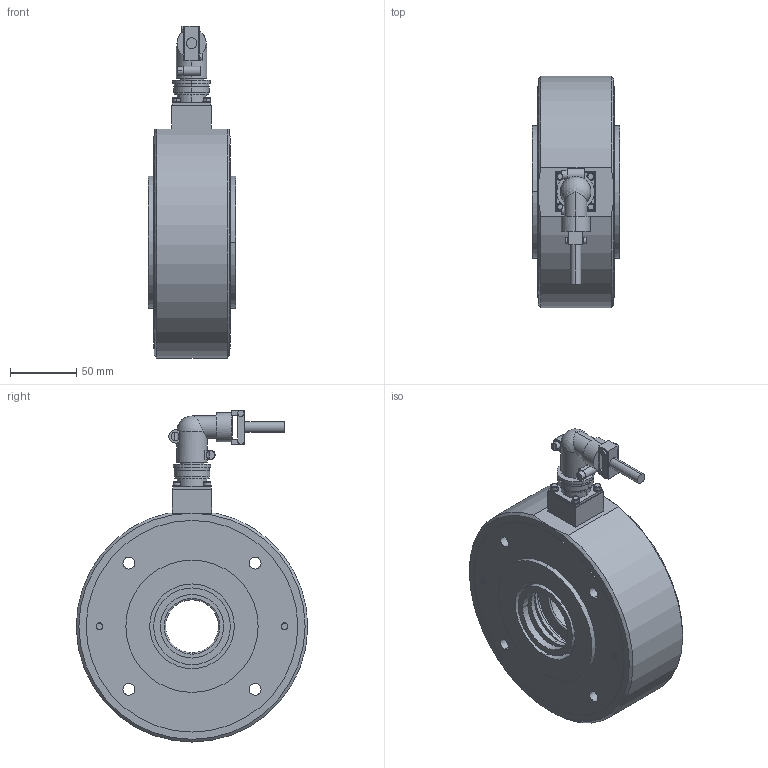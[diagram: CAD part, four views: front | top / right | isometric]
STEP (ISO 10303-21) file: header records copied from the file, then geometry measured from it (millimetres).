
FILE_DESCRIPTION((''),'2;1');
FILE_NAME('50163.stp','2007-01-12T15:58:46',(''),(''),'Mechanical Desktop 2007','Mechanical Desktop 2007',', , ');
FILE_SCHEMA(('CONFIG_CONTROL_DESIGN'));
Length unit declared in the file: millimetre
Products named in the file (27): L50163; L4857104; TEIL1AAAAA; L49026; TEIL1A; L4340401; TEIL1AA; L49113; TEIL1; I-6KT_SCHRAUBE_M6X50NKA; I-6KT_SCHRAUBE_M6X50NK; FLANSCHDOSE_WINKEL_AMPH_4-POLIG; TEIL1AAA; FEDERRING_M3A; FEDERRING_M3; I-6KT_SCHRAUBE_M3X25; I-6KT_SCHRAUBE_M3X25A; V_RING_V50AA; V_RING_V50A; SICHERUNGSRING_J80A; SICHERUNGSRING_J80; PENDELKUGELLAGER_1208TVA; PENDELKUGELLAGER_1208TV; L49321; TEIL1AAAA; TEIL2; RM_SDB
Assembly tree (38 placements, depth 3):
  L50163
    L4857104
      TEIL1AAAAA
    L49026
      TEIL1A
    L4340401  x2
      TEIL1AA
    L49113
      TEIL1
    I-6KT_SCHRAUBE_M6X50NKA  x2
      I-6KT_SCHRAUBE_M6X50NK
    FLANSCHDOSE_WINKEL_AMPH_4-POLIG
      TEIL1AAA
    FEDERRING_M3A  x4
      FEDERRING_M3
    I-6KT_SCHRAUBE_M3X25  x4
      I-6KT_SCHRAUBE_M3X25A
    V_RING_V50AA  x2
      V_RING_V50A
    SICHERUNGSRING_J80A
      SICHERUNGSRING_J80
    PENDELKUGELLAGER_1208TVA
      PENDELKUGELLAGER_1208TV
    L49321
      TEIL1AAAA
    TEIL2  x2
    RM_SDB  x3
Bounding box: 65.9 x 174.96 x 251 mm (x, y, z)
Volume: 1279003.9 mm3; surface area: 278449.4 mm2
Topology: 23 solids, 23 shells, 415 faces, 988 edges, 643 vertices
Faces by surface type: cylinder 241, plane 115, cone 34, torus 20, bspline 4, sphere 1
Entity records: 10294 total; most frequent: CARTESIAN_POINT 1958, DIRECTION 1861, ORIENTED_EDGE 1492, AXIS2_PLACEMENT_3D 786, EDGE_CURVE 746, VERTEX_POINT 491, CIRCLE 438, EDGE_LOOP 427
